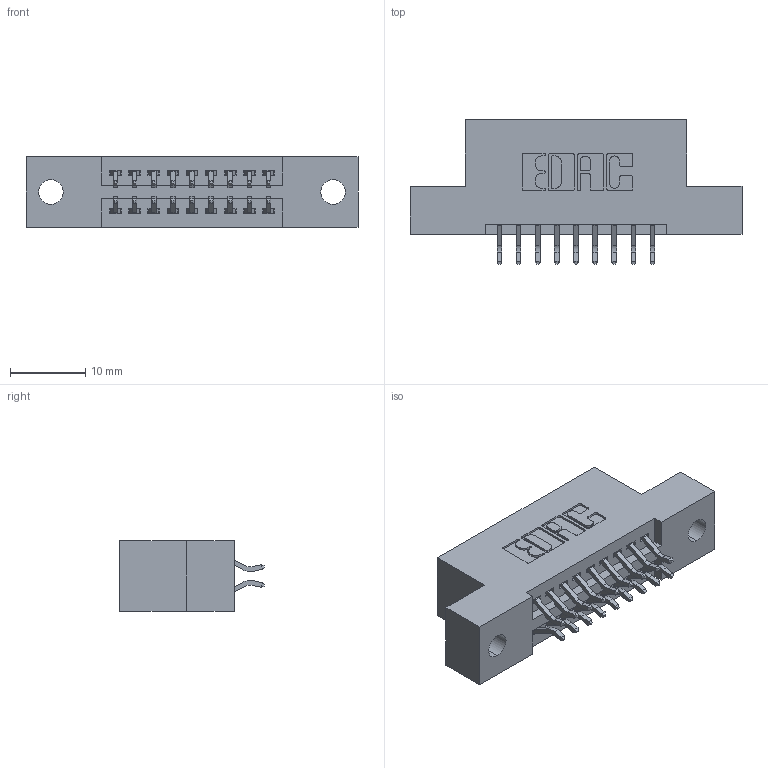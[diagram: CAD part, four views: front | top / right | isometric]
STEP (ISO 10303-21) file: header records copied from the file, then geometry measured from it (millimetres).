
FILE_DESCRIPTION (( 'STEP AP203' ), '1' );
FILE_NAME ('345-018-556-202.STEP', '2019-10-27T06:49:22', ( '' ), ( '' ), 'SwSTEP 2.0', 'SolidWorks 2016', '' );
FILE_SCHEMA (( 'CONFIG_CONTROL_DESIGN' ));
Length unit declared in the file: inch
Products named in the file (3): 345-018-556-202; 345 Part_Flush Mounting Lugs - 0.128 Dia; 345-292-001_556 Tail
Assembly tree (19 placements, depth 2):
  345-018-556-202
    345 Part_Flush Mounting Lugs - 0.128 Dia
    345-292-001_556 Tail  x18
Bounding box: 44.07 x 19.24 x 9.4 mm (x, y, z)
Volume: 3937.2 mm3; surface area: 4892.2 mm2
Topology: 19 solids, 19 shells, 1134 faces, 3347 edges, 2206 vertices
Faces by surface type: plane 746, cylinder 388
Entity records: 11727 total; most frequent: CARTESIAN_POINT 2012, ORIENTED_EDGE 1934, DIRECTION 1803, EDGE_CURVE 967, LINE 791, VECTOR 791, VERTEX_POINT 642, AXIS2_PLACEMENT_3D 506
